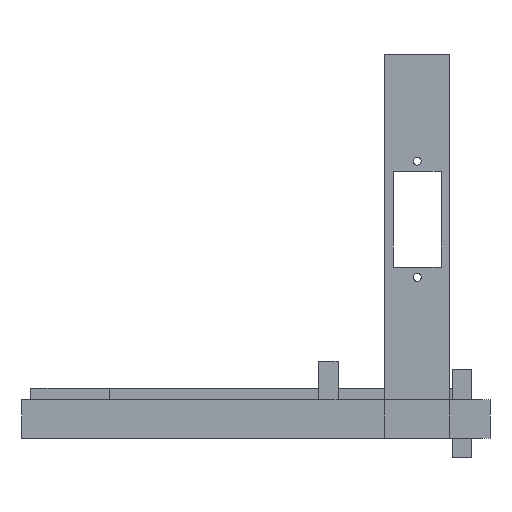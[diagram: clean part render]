
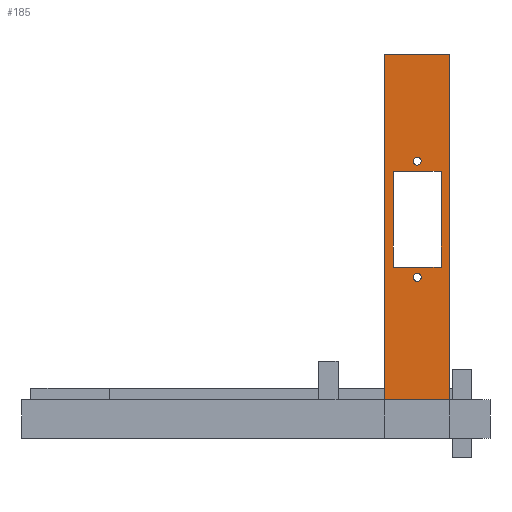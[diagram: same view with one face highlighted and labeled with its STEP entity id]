
A CAD part, left-side view. The second image highlights one B-rep face of the part: STEP entity #185.
In plain terms, the highlighted planar face has unit normal (-1, 0, 0).
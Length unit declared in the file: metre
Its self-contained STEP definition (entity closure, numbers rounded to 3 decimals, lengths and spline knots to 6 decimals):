
#185 = ADVANCED_FACE( '', ( #395, #396, #397, #398 ), #399, .F. );
#395 = FACE_BOUND( '', #628, .T. );
#396 = FACE_OUTER_BOUND( '', #629, .T. );
#397 = FACE_BOUND( '', #630, .T. );
#398 = FACE_BOUND( '', #631, .T. );
#399 = PLANE( '', #632 );
#628 = EDGE_LOOP( '', ( #1062 ) );
#629 = EDGE_LOOP( '', ( #1063, #1064, #1065, #1066 ) );
#630 = EDGE_LOOP( '', ( #1067, #1068, #1069, #1070 ) );
#631 = EDGE_LOOP( '', ( #1071 ) );
#632 = AXIS2_PLACEMENT_3D( '', #1072, #1073, #1074 );
#1062 = ORIENTED_EDGE( '', *, *, #1442, .T. );
#1063 = ORIENTED_EDGE( '', *, *, #1316, .T. );
#1064 = ORIENTED_EDGE( '', *, *, #1312, .T. );
#1065 = ORIENTED_EDGE( '', *, *, #1381, .F. );
#1066 = ORIENTED_EDGE( '', *, *, #1353, .F. );
#1067 = ORIENTED_EDGE( '', *, *, #1345, .F. );
#1068 = ORIENTED_EDGE( '', *, *, #1384, .T. );
#1069 = ORIENTED_EDGE( '', *, *, #1417, .T. );
#1070 = ORIENTED_EDGE( '', *, *, #1451, .F. );
#1071 = ORIENTED_EDGE( '', *, *, #1327, .F. );
#1072 = CARTESIAN_POINT( '', ( -0.118786, -0.047582, 0.1 ) );
#1073 = DIRECTION( '', ( 1., 0., 0. ) );
#1074 = DIRECTION( '', ( 0., 0., -1. ) );
#1312 = EDGE_CURVE( '', #1564, #1562, #1565, .T. );
#1316 = EDGE_CURVE( '', #1570, #1564, #1571, .T. );
#1327 = EDGE_CURVE( '', #1588, #1588, #1589, .T. );
#1345 = EDGE_CURVE( '', #1617, #1619, #1620, .T. );
#1353 = EDGE_CURVE( '', #1570, #1632, #1633, .T. );
#1381 = EDGE_CURVE( '', #1632, #1562, #1677, .T. );
#1384 = EDGE_CURVE( '', #1617, #1679, #1681, .T. );
#1417 = EDGE_CURVE( '', #1679, #1726, #1728, .T. );
#1442 = EDGE_CURVE( '', #1763, #1763, #1764, .T. );
#1451 = EDGE_CURVE( '', #1619, #1726, #1776, .T. );
#1562 = VERTEX_POINT( '', #1919 );
#1564 = VERTEX_POINT( '', #1922 );
#1565 = LINE( '', #1923, #1924 );
#1570 = VERTEX_POINT( '', #1931 );
#1571 = LINE( '', #1932, #1933 );
#1588 = VERTEX_POINT( '', #1956 );
#1589 = CIRCLE( '', #1957, 0.00106 );
#1617 = VERTEX_POINT( '', #1996 );
#1619 = VERTEX_POINT( '', #1999 );
#1620 = LINE( '', #2000, #2001 );
#1632 = VERTEX_POINT( '', #2018 );
#1633 = LINE( '', #2019, #2020 );
#1677 = LINE( '', #2085, #2086 );
#1679 = VERTEX_POINT( '', #2088 );
#1681 = LINE( '', #2091, #2092 );
#1726 = VERTEX_POINT( '', #2161 );
#1728 = LINE( '', #2164, #2165 );
#1763 = VERTEX_POINT( '', #2217 );
#1764 = CIRCLE( '', #2218, 0.00106 );
#1776 = LINE( '', #2235, #2236 );
#1919 = CARTESIAN_POINT( '', ( -0.118786, -0.056082, 0.01 ) );
#1922 = CARTESIAN_POINT( '', ( -0.118786, -0.039082, 0.01 ) );
#1923 = CARTESIAN_POINT( '', ( -0.118786, -0.047582, 0.01 ) );
#1924 = VECTOR( '', #2337, 1. );
#1931 = CARTESIAN_POINT( '', ( -0.118786, -0.039082, 0.1 ) );
#1932 = CARTESIAN_POINT( '', ( -0.118786, -0.039082, 0.1 ) );
#1933 = VECTOR( '', #2340, 1. );
#1956 = CARTESIAN_POINT( '', ( -0.118786, -0.047638, 0.040871 ) );
#1957 = AXIS2_PLACEMENT_3D( '', #2350, #2351, #2352 );
#1996 = CARTESIAN_POINT( '', ( -0.118786, -0.053888, 0.044581 ) );
#1999 = CARTESIAN_POINT( '', ( -0.118786, -0.053888, 0.069581 ) );
#2000 = CARTESIAN_POINT( '', ( -0.118786, -0.053888, 0.057081 ) );
#2001 = VECTOR( '', #2368, 1. );
#2018 = CARTESIAN_POINT( '', ( -0.118786, -0.056082, 0.1 ) );
#2019 = CARTESIAN_POINT( '', ( -0.118786, -0.047582, 0.1 ) );
#2020 = VECTOR( '', #2374, 1. );
#2085 = CARTESIAN_POINT( '', ( -0.118786, -0.056082, 0.1 ) );
#2086 = VECTOR( '', #2399, 1. );
#2088 = CARTESIAN_POINT( '', ( -0.118786, -0.041388, 0.044581 ) );
#2091 = CARTESIAN_POINT( '', ( -0.118786, -0.047638, 0.044581 ) );
#2092 = VECTOR( '', #2401, 1. );
#2161 = CARTESIAN_POINT( '', ( -0.118786, -0.041388, 0.069581 ) );
#2164 = CARTESIAN_POINT( '', ( -0.118786, -0.041388, 0.057081 ) );
#2165 = VECTOR( '', #2427, 1. );
#2217 = CARTESIAN_POINT( '', ( -0.118786, -0.047638, 0.071171 ) );
#2218 = AXIS2_PLACEMENT_3D( '', #2448, #2449, #2450 );
#2235 = CARTESIAN_POINT( '', ( -0.118786, -0.047638, 0.069581 ) );
#2236 = VECTOR( '', #2456, 1. );
#2337 = DIRECTION( '', ( 0., -1., 0. ) );
#2340 = DIRECTION( '', ( 0., 0., -1. ) );
#2350 = CARTESIAN_POINT( '', ( -0.118786, -0.047638, 0.041931 ) );
#2351 = DIRECTION( '', ( -1., 0., 0. ) );
#2352 = DIRECTION( '', ( 0., 0., -1. ) );
#2368 = DIRECTION( '', ( 0., 0., 1. ) );
#2374 = DIRECTION( '', ( 0., -1., 0. ) );
#2399 = DIRECTION( '', ( 0., 0., -1. ) );
#2401 = DIRECTION( '', ( 0., 1., 0. ) );
#2427 = DIRECTION( '', ( 0., 0., 1. ) );
#2448 = CARTESIAN_POINT( '', ( -0.118786, -0.047638, 0.072231 ) );
#2449 = DIRECTION( '', ( 1., 0., 0. ) );
#2450 = DIRECTION( '', ( 0., 0., -1. ) );
#2456 = DIRECTION( '', ( 0., 1., 0. ) );
